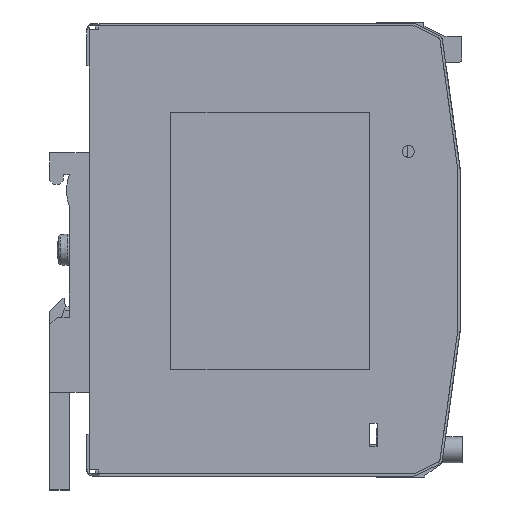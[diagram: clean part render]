
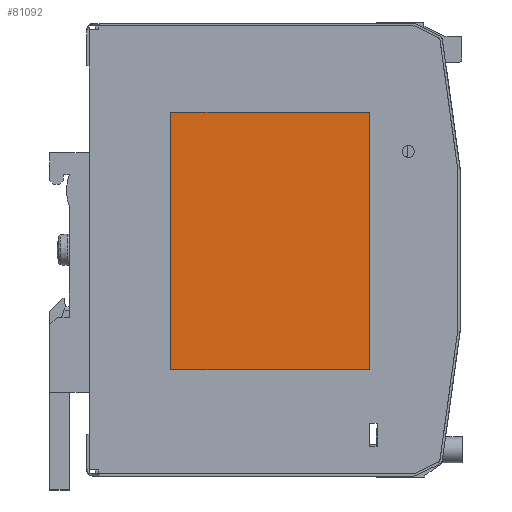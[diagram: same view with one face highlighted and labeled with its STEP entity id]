
A CAD part, left-side view. The second image highlights one B-rep face of the part: STEP entity #81092.
In plain terms, the highlighted planar face has unit normal (-1, 0, 0).
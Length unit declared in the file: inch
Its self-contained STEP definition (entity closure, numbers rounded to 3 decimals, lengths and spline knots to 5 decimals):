
#2934 = CARTESIAN_POINT ( 'NONE',  ( -0.88785, 1.49014, -1.19114 ) ) ;
#3601 = DIRECTION ( 'NONE',  ( 1., 0., 0. ) ) ;
#4586 = ORIENTED_EDGE ( 'NONE', *, *, #90538, .T. ) ;
#5723 = EDGE_CURVE ( 'NONE', #76621, #58115, #52706, .T. ) ;
#7016 = FACE_OUTER_BOUND ( 'NONE', #37978, .T. ) ;
#13011 = CARTESIAN_POINT ( 'NONE',  ( -0.88785, -0.47837, 1.36792 ) ) ;
#17036 = ORIENTED_EDGE ( 'NONE', *, *, #55033, .T. ) ;
#18695 = CARTESIAN_POINT ( 'NONE',  ( -0.88785, 0.50588, 0.08839 ) ) ;
#19078 = CARTESIAN_POINT ( 'NONE',  ( -0.88785, -0.47837, -1.19114 ) ) ;
#20214 = LINE ( 'NONE', #45443, #33072 ) ;
#27245 = CARTESIAN_POINT ( 'NONE',  ( -0.88785, 1.49014, 1.36792 ) ) ;
#27364 = VECTOR ( 'NONE', #73773, 39.37008 ) ;
#33072 = VECTOR ( 'NONE', #38412, 39.37008 ) ;
#37978 = EDGE_LOOP ( 'NONE', ( #4586, #17036, #49185, #58435 ) ) ;
#38412 = DIRECTION ( 'NONE',  ( 0., -1., 0. ) ) ;
#40322 = DIRECTION ( 'NONE',  ( 0., 1., 0. ) ) ;
#40972 = AXIS2_PLACEMENT_3D ( 'NONE', #18695, #3601, #40322 ) ;
#44458 = EDGE_CURVE ( 'NONE', #58115, #93658, #82748, .T. ) ;
#45443 = CARTESIAN_POINT ( 'NONE',  ( -0.88785, 1.49014, -1.19114 ) ) ;
#49185 = ORIENTED_EDGE ( 'NONE', *, *, #5723, .T. ) ;
#52706 = LINE ( 'NONE', #82987, #58640 ) ;
#55033 = EDGE_CURVE ( 'NONE', #85201, #76621, #20214, .T. ) ;
#58115 = VERTEX_POINT ( 'NONE', #13011 ) ;
#58435 = ORIENTED_EDGE ( 'NONE', *, *, #44458, .T. ) ;
#58640 = VECTOR ( 'NONE', #75522, 39.37008 ) ;
#59589 = VECTOR ( 'NONE', #63832, 39.37008 ) ;
#63832 = DIRECTION ( 'NONE',  ( 0., 0., -1. ) ) ;
#73773 = DIRECTION ( 'NONE',  ( 0., 1., 0. ) ) ;
#75522 = DIRECTION ( 'NONE',  ( 0., 0., 1. ) ) ;
#76621 = VERTEX_POINT ( 'NONE', #19078 ) ;
#79652 = LINE ( 'NONE', #87452, #59589 ) ;
#81092 = ADVANCED_FACE ( 'NONE', ( #7016 ), #85453, .F. ) ;
#82748 = LINE ( 'NONE', #27245, #27364 ) ;
#82987 = CARTESIAN_POINT ( 'NONE',  ( -0.88785, -0.47837, -1.19114 ) ) ;
#85201 = VERTEX_POINT ( 'NONE', #2934 ) ;
#85453 = PLANE ( 'NONE',  #40972 ) ;
#87452 = CARTESIAN_POINT ( 'NONE',  ( -0.88785, 1.49014, -1.19114 ) ) ;
#90538 = EDGE_CURVE ( 'NONE', #93658, #85201, #79652, .T. ) ;
#93658 = VERTEX_POINT ( 'NONE', #95015 ) ;
#95015 = CARTESIAN_POINT ( 'NONE',  ( -0.88785, 1.49014, 1.36792 ) ) ;
